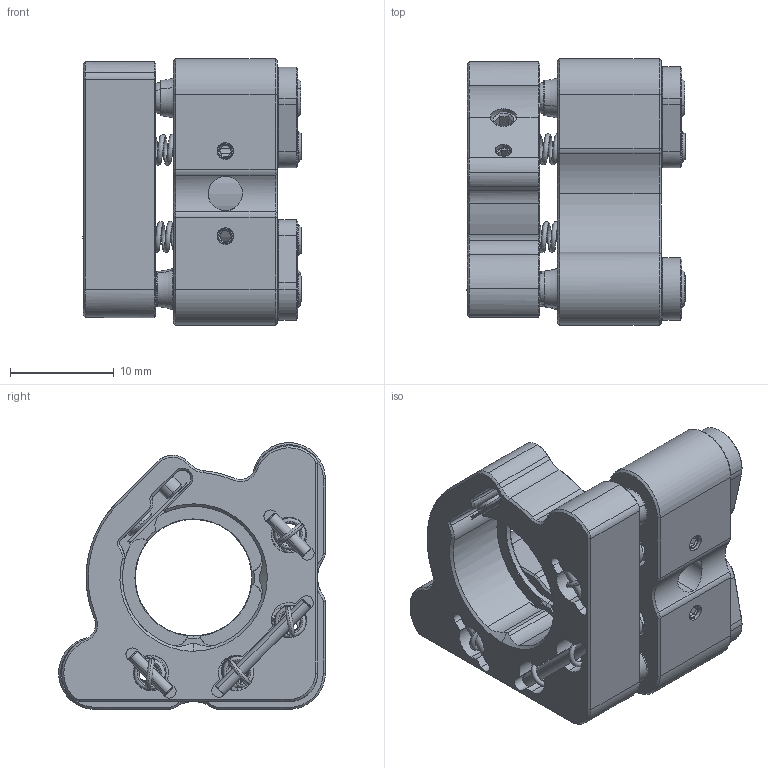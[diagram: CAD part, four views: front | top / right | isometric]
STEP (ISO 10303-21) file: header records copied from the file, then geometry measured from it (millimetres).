
FILE_DESCRIPTION (( 'STEP AP203' ), '1' );
FILE_NAME ('EMHS12.7-3C.STEP', '2025-06-17T01:43:47', ( '' ), ( '' ), 'SwSTEP 2.0', 'SolidWorks 2020', '' );
FILE_SCHEMA (( 'CONFIG_CONTROL_DESIGN' ));
Products named in the file (1): EMHS12.7-3C
Bounding box: 21.03 x 25.7 x 25.7 mm (x, y, z)
Surface area: 5585.3 mm2 (no closed solid volume)
Topology: 0 solids, 31 shells, 624 faces, 1911 edges, 1306 vertices
Faces by surface type: plane 220, cone 177, cylinder 163, torus 34, bspline 18, sphere 12
Entity records: 34006 total; most frequent: CARTESIAN_POINT 20389, ORIENTED_EDGE 3529, EDGE_CURVE 1885, B_SPLINE_CURVE_WITH_KNOTS 1650, DIRECTION 1451, VERTEX_POINT 1306, EDGE_LOOP 699, ADVANCED_FACE 624
